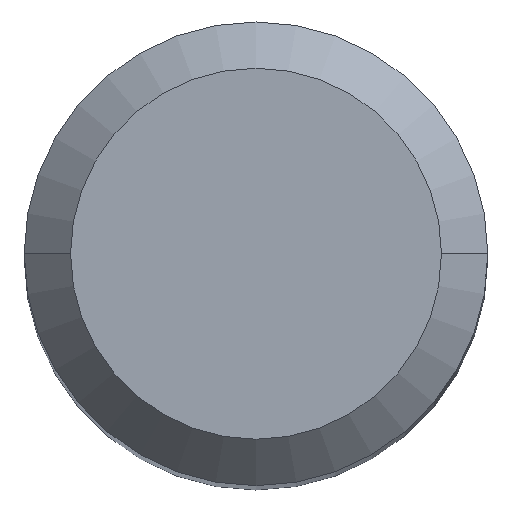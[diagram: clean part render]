
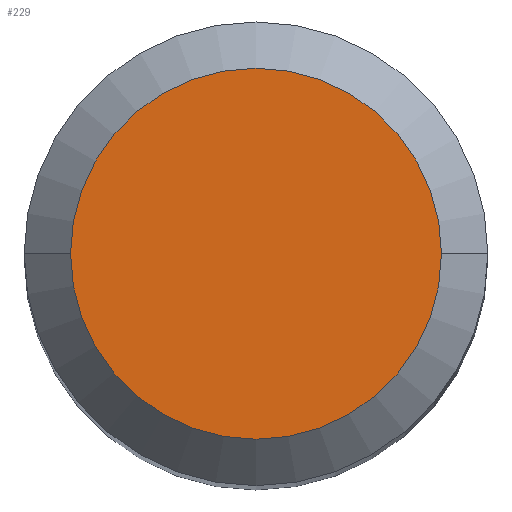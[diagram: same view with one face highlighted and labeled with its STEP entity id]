
A CAD part, top view. The second image highlights one B-rep face of the part: STEP entity #229.
In plain terms, the highlighted planar face has unit normal (0, 0, 1).
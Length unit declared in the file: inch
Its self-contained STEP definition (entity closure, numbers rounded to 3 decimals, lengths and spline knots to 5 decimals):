
#7 = VERTEX_POINT ( 'NONE', #442 ) ;
#10 = CIRCLE ( 'NONE', #234, 0.126 ) ;
#54 = ORIENTED_EDGE ( 'NONE', *, *, #457, .T. ) ;
#66 = DIRECTION ( 'NONE',  ( 0., 0., 1. ) ) ;
#71 = ORIENTED_EDGE ( 'NONE', *, *, #463, .T. ) ;
#77 = DIRECTION ( 'NONE',  ( -1., 0., 0. ) ) ;
#79 = PLANE ( 'NONE',  #264 ) ;
#87 = EDGE_LOOP ( 'NONE', ( #71, #54 ) ) ;
#102 = VERTEX_POINT ( 'NONE', #292 ) ;
#132 = DIRECTION ( 'NONE',  ( 1., 0., 0. ) ) ;
#156 = DIRECTION ( 'NONE',  ( 0., 0., -1. ) ) ;
#194 = CARTESIAN_POINT ( 'NONE',  ( 0., 0., 0. ) ) ;
#229 = ADVANCED_FACE ( 'NONE', ( #421 ), #79, .F. ) ;
#234 = AXIS2_PLACEMENT_3D ( 'NONE', #194, #348, #324 ) ;
#263 = CARTESIAN_POINT ( 'NONE',  ( 0., 0., 0. ) ) ;
#264 = AXIS2_PLACEMENT_3D ( 'NONE', #263, #156, #77 ) ;
#265 = CIRCLE ( 'NONE', #278, 0.126 ) ;
#278 = AXIS2_PLACEMENT_3D ( 'NONE', #281, #66, #132 ) ;
#281 = CARTESIAN_POINT ( 'NONE',  ( 0., 0., 0. ) ) ;
#292 = CARTESIAN_POINT ( 'NONE',  ( -0.126, 0., 0. ) ) ;
#324 = DIRECTION ( 'NONE',  ( 1., 0., 0. ) ) ;
#348 = DIRECTION ( 'NONE',  ( 0., 0., 1. ) ) ;
#421 = FACE_OUTER_BOUND ( 'NONE', #87, .T. ) ;
#442 = CARTESIAN_POINT ( 'NONE',  ( 0.126, 0., 0. ) ) ;
#457 = EDGE_CURVE ( 'NONE', #7, #102, #10, .T. ) ;
#463 = EDGE_CURVE ( 'NONE', #102, #7, #265, .T. ) ;
